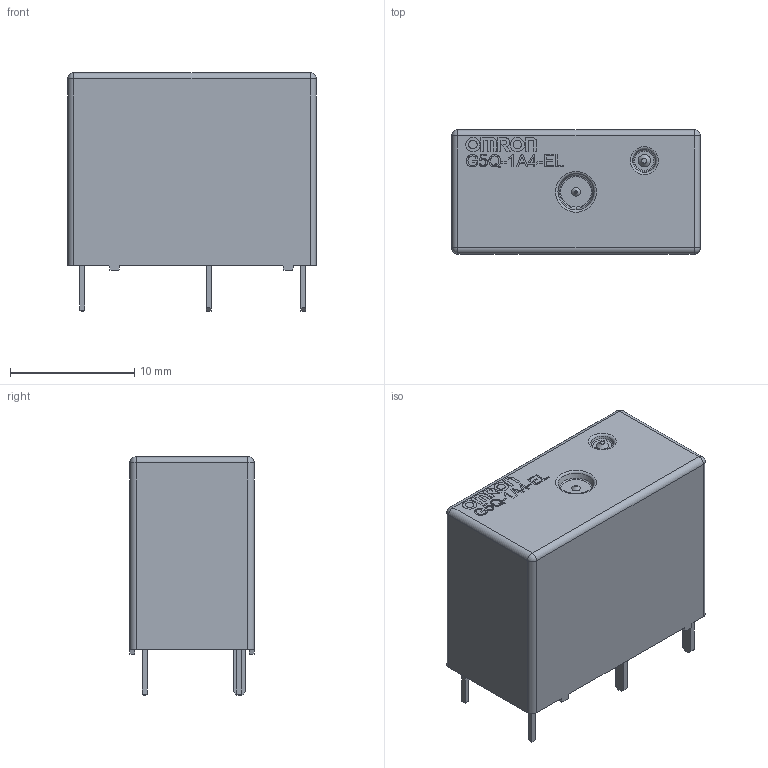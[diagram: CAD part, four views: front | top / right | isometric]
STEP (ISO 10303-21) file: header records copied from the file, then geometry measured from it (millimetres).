
FILE_DESCRIPTION(('FreeCAD Model'),'2;1');
FILE_NAME('Open CASCADE Shape Model','2021-08-15T07:49:29',('Author'),( ''),'Open CASCADE STEP processor 7.5','FreeCAD','Unknown');
FILE_SCHEMA(('AUTOMOTIVE_DESIGN { 1 0 10303 214 1 1 1 1 }'));
Length unit declared in the file: millimetre
Products named in the file (22): Omron_G5Q-1A4-EL; BaseBody; ResinBody; Pin1Body; Pin2Body; Pin3Body; Pin5Body; O1StringBody; MStringBody; RStringBody; O2StringBody; NStringBody; GShapeStringBody; 5ShapeStringBody; QShapeStringBody; -ShapeStringBody; 1ShapeStringBody; AShapeStringBody; 4ShapeStringBody; -2ShapeStringBody; EShapeStringBody; LShapeStringBody
Assembly tree (21 placements, depth 2):
  Omron_G5Q-1A4-EL
    BaseBody
    ResinBody
    Pin1Body
    Pin2Body
    Pin3Body
    Pin5Body
    O1StringBody
    MStringBody
    RStringBody
    O2StringBody
    NStringBody
    GShapeStringBody
    5ShapeStringBody
    QShapeStringBody
    -ShapeStringBody
    1ShapeStringBody
    AShapeStringBody
    4ShapeStringBody
    -2ShapeStringBody
    EShapeStringBody
    LShapeStringBody
Bounding box: 20 x 10 x 19.21 mm (x, y, z)
Volume: 3064.7 mm3; surface area: 1732.1 mm2
Topology: 21 solids, 21 shells, 483 faces, 1218 edges, 785 vertices
Faces by surface type: plane 290, cylinder 100, extrusion 69, torus 11, revolution 5, sphere 4, cone 4
Full cylindrical faces by diameter (mm): 0.68 x2, 0.7 x1, 1 x1, 1.152 x2
Entity records: 31234 total; most frequent: CARTESIAN_POINT 6473, DIRECTION 4364, VECTOR 3058, LINE 2989, ORIENTED_EDGE 2428, PCURVE 2428, DEFINITIONAL_REPRESENTATION 2428, EDGE_CURVE 1214
